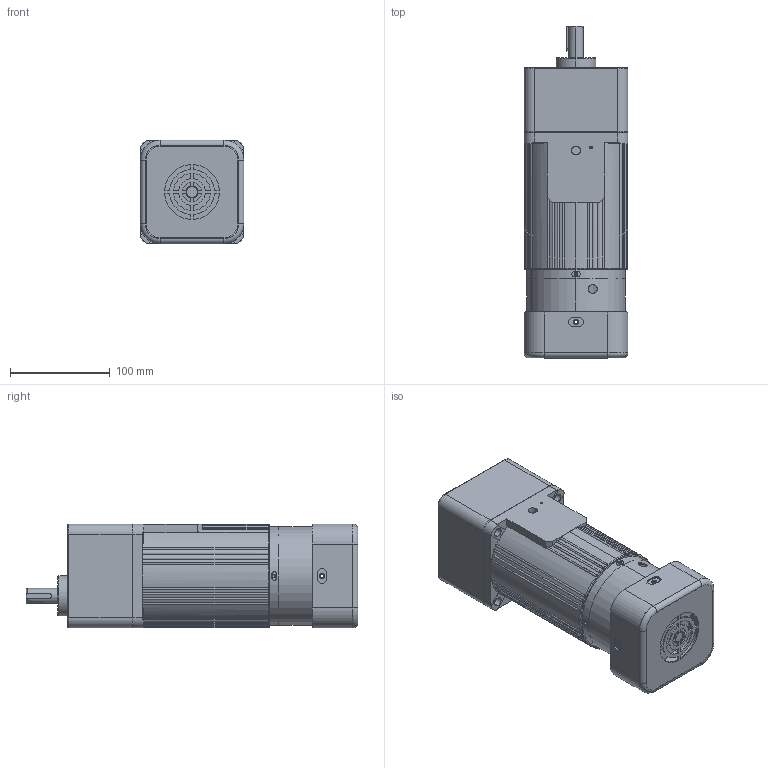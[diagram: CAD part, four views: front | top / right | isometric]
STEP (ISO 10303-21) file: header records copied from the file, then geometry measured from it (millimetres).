
FILE_DESCRIPTION (( 'STEP AP203' ), '1' );
FILE_NAME ('6IK120-250(R)-MF+6GN3-200K.STEP', '2020-01-10T07:11:26', ( 'Sky123.Org' ), ( 'Sky123.Org' ), 'SwSTEP 2.0', 'SolidWorks 2014', '' );
FILE_SCHEMA (( 'CONFIG_CONTROL_DESIGN' ));
Length unit declared in the file: millimetre
Products named in the file (5): 6GN3-200K; 6IK120-250(R)-MF+6GN3-200K; 6IK120-250A; 100瑞欶; 价陬欶
Assembly tree (4 placements, depth 2):
  6IK120-250(R)-MF+6GN3-200K
    6IK120-250A
    100瑞欶
    价陬欶
    6GN3-200K
Bounding box: 104 x 333 x 104 mm (x, y, z)
Volume: 2030643.9 mm3; surface area: 236779.2 mm2
Topology: 4 solids, 4 shells, 614 faces, 1558 edges, 961 vertices
Faces by surface type: cylinder 245, plane 181, torus 97, cone 91
Entity records: 20564 total; most frequent: CARTESIAN_POINT 4897, DIRECTION 3411, ORIENTED_EDGE 3064, EDGE_CURVE 1532, AXIS2_PLACEMENT_3D 1401, VERTEX_POINT 961, CIRCLE 780, EDGE_LOOP 711
